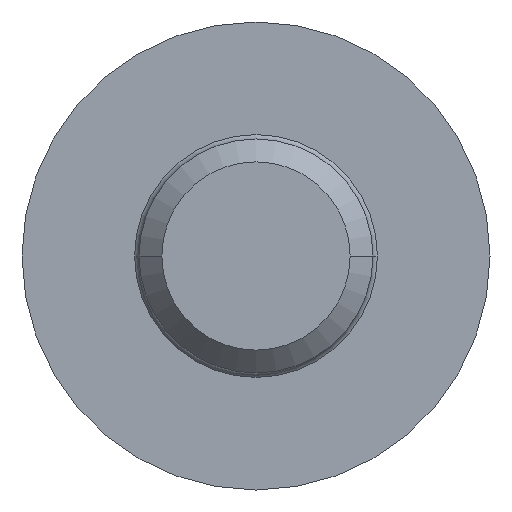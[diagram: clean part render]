
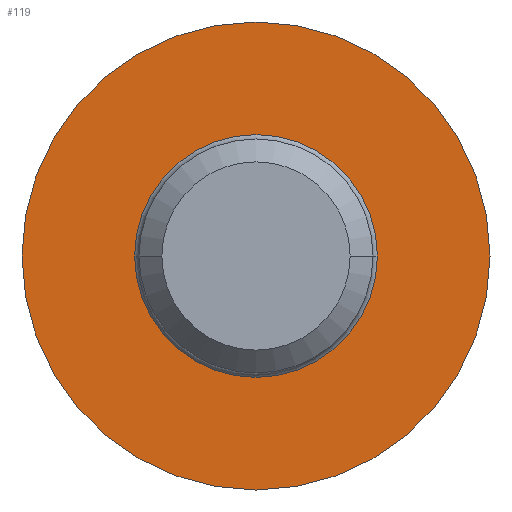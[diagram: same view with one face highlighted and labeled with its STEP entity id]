
A CAD part, front view. The second image highlights one B-rep face of the part: STEP entity #119.
In plain terms, the highlighted planar face has unit normal (0, -1, 0).
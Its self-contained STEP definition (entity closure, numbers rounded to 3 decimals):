
#119=ADVANCED_FACE('',(#231,#232),#233,.T.);
#231=FACE_BOUND('',#349,.T.);
#232=FACE_OUTER_BOUND('',#350,.T.);
#233=PLANE('',#351);
#349=EDGE_LOOP('',(#479,#480));
#350=EDGE_LOOP('',(#481,#482));
#351=AXIS2_PLACEMENT_3D('',#483,#484,#485);
#479=ORIENTED_EDGE('',*,*,#735,.T.);
#480=ORIENTED_EDGE('',*,*,#730,.T.);
#481=ORIENTED_EDGE('',*,*,#727,.T.);
#482=ORIENTED_EDGE('',*,*,#737,.T.);
#483=CARTESIAN_POINT('',(8.0,38.4,7.978));
#484=DIRECTION('',(0.0,-1.0,0.0));
#485=DIRECTION('',(1.0,0.0,0.0));
#727=EDGE_CURVE('',#835,#839,#841,.T.);
#730=EDGE_CURVE('',#846,#843,#847,.T.);
#735=EDGE_CURVE('',#843,#846,#853,.T.);
#737=EDGE_CURVE('',#839,#835,#855,.T.);
#835=VERTEX_POINT('',#992);
#839=VERTEX_POINT('',#997);
#841=CIRCLE('',#1000,8.0);
#843=VERTEX_POINT('',#1002);
#846=VERTEX_POINT('',#1006);
#847=CIRCLE('',#1007,4.15);
#853=CIRCLE('',#1014,4.15);
#855=CIRCLE('',#1016,8.0);
#992=CARTESIAN_POINT('',(16.0,38.4,7.978));
#997=CARTESIAN_POINT('',(0.0,38.4,7.978));
#1000=AXIS2_PLACEMENT_3D('',#1310,#1311,#1312);
#1002=CARTESIAN_POINT('',(12.15,38.4,7.978));
#1006=CARTESIAN_POINT('',(3.85,38.4,7.978));
#1007=AXIS2_PLACEMENT_3D('',#1314,#1315,#1316);
#1014=AXIS2_PLACEMENT_3D('',#1324,#1325,#1326);
#1016=AXIS2_PLACEMENT_3D('',#1327,#1328,#1329);
#1310=CARTESIAN_POINT('',(8.0,38.4,7.978));
#1311=DIRECTION('',(0.0,-1.0,0.0));
#1312=DIRECTION('',(1.0,0.0,0.0));
#1314=CARTESIAN_POINT('',(8.0,38.4,7.978));
#1315=DIRECTION('',(-0.0,1.0,0.0));
#1316=DIRECTION('',(1.0,0.0,0.0));
#1324=CARTESIAN_POINT('',(8.0,38.4,7.978));
#1325=DIRECTION('',(-0.0,1.0,0.0));
#1326=DIRECTION('',(1.0,0.0,0.0));
#1327=CARTESIAN_POINT('',(8.0,38.4,7.978));
#1328=DIRECTION('',(0.0,-1.0,0.0));
#1329=DIRECTION('',(1.0,0.0,0.0));
